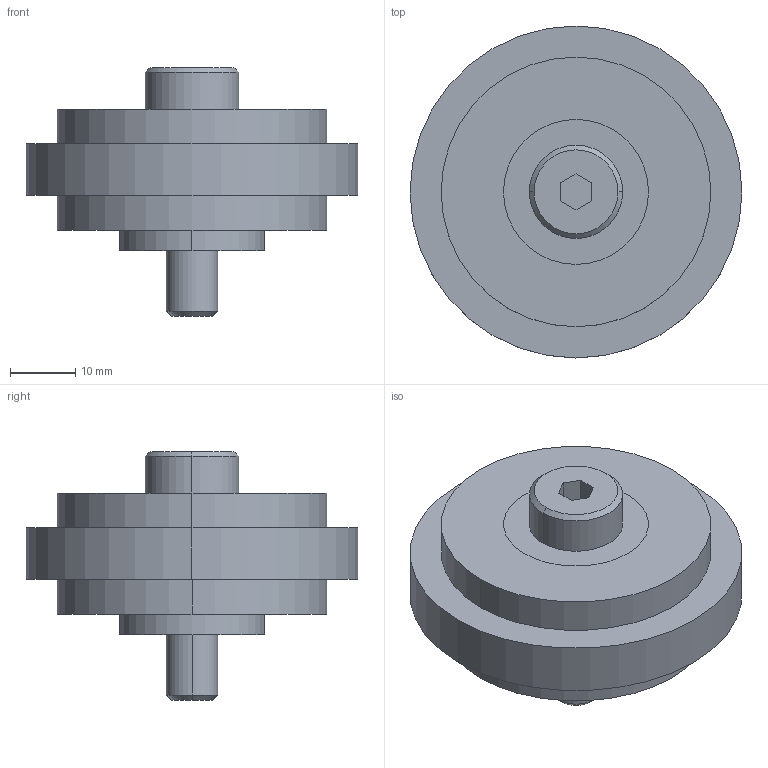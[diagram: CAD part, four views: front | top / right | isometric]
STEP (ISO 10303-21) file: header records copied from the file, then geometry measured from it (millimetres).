
FILE_DESCRIPTION((''),'2;1');
FILE_NAME('15LM8532.stp','2006-03-13T15:29:09',('Shawn Mantel'),('Faztek, LLC'),'Mechanical Desktop 2005','Mechanical Desktop 2005',', , ');
FILE_SCHEMA(('CONFIG_CONTROL_DESIGN'));
Length unit declared in the file: inch
Products named in the file (1): Product
Bounding box: 50.8 x 50.8 x 38.1 mm (x, y, z)
Volume: 32555.1 mm3; surface area: 12799.4 mm2
Topology: 5 solids, 5 shells, 63 faces, 128 edges, 84 vertices
Faces by surface type: cylinder 34, plane 25, cone 4
Entity records: 1787 total; most frequent: DIRECTION 328, CARTESIAN_POINT 276, ORIENTED_EDGE 256, AXIS2_PLACEMENT_3D 136, EDGE_CURVE 128, VERTEX_POINT 84, EDGE_LOOP 80, CIRCLE 72
